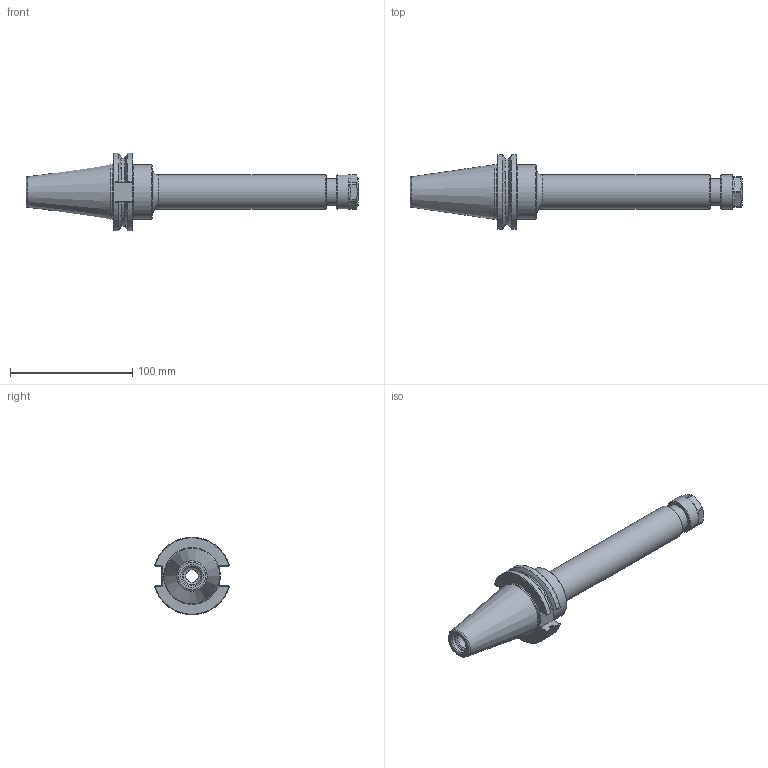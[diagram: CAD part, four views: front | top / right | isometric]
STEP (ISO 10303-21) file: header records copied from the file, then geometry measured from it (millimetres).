
FILE_DESCRIPTION(/* description */ (''),/* implementation_level */ '2;1');
FILE_NAME(/* name */ 'CAT40-ER16H-0800.stp',/* time_stamp */ '2018-12-13T15:24:58-06:00',/* author */ ('Lee'),/* organization */ (''),/* preprocessor_version */ 'ST-DEVELOPER v17',/* originating_system */ 'Autodesk Inventor LT',/* authorisation */ '');
FILE_SCHEMA (('AUTOMOTIVE_DESIGN { 1 0 10303 214 3 1 1 }'));
Length unit declared in the file: millimetre
Products named in the file (1): CAT40-ER16H-0800
Bounding box: 271.47 x 61.21 x 63.31 mm (x, y, z)
Volume: 202161 mm3; surface area: 45151.2 mm2
Topology: 1 solids, 1 shells, 116 faces, 339 edges, 235 vertices
Faces by surface type: plane 51, cone 28, cylinder 22, torus 15
Full cylindrical faces by diameter (mm): 10 x1, 10.15 x1, 11.21 x1, 12.552 x1, 14 x1, 14.64 x1, 16.3 x1, 16.5 x1, 18.5 x1, 20.5 x1, 22 x1, 23.56 x1, 28 x2, 44.57 x1, 44.8 x1
Entity records: 4021 total; most frequent: CARTESIAN_POINT 875, DIRECTION 679, ORIENTED_EDGE 678, EDGE_CURVE 339, AXIS2_PLACEMENT_3D 283, VERTEX_POINT 235, CIRCLE 166, EDGE_LOOP 128
